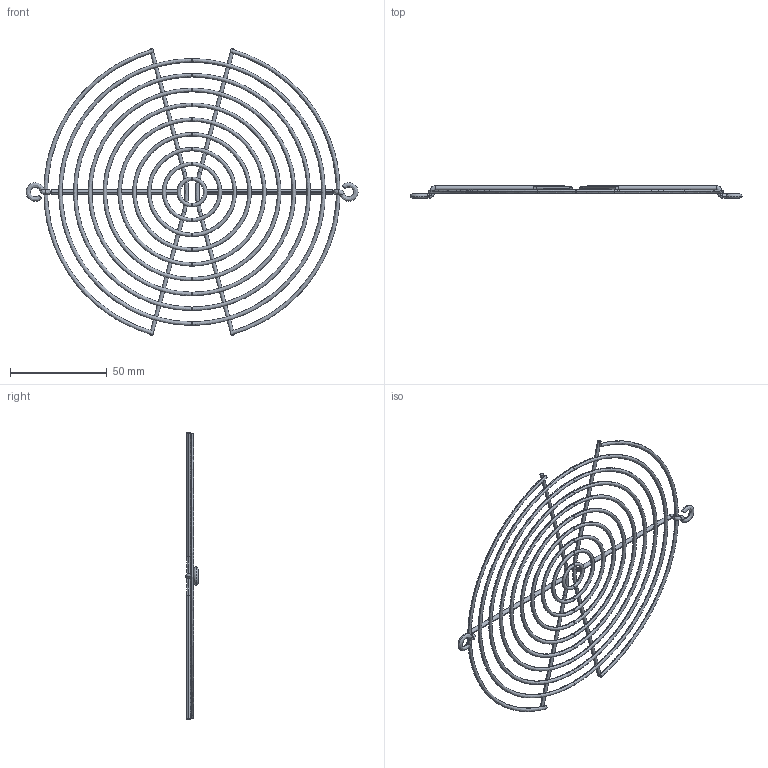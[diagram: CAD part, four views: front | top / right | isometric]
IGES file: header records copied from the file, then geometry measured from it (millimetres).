
Start section: SolidWorks IGES file using analytic representation for surfaces
Global section: file name: sc162_w1.IGS; native system: SolidWorks 2010; preprocessor: SolidWorks 2010; author: dineshd; date: 101026.193757; units: inch
Bounding box: 171.69 x 6.5 x 148.45 mm (x, y, z)
Surface area: 17340 mm2 (no closed solid volume)
Topology: 0 solids, 0 shells, 88 faces, 696 edges, 696 vertices
Faces by surface type: bspline 72, revolution 16
